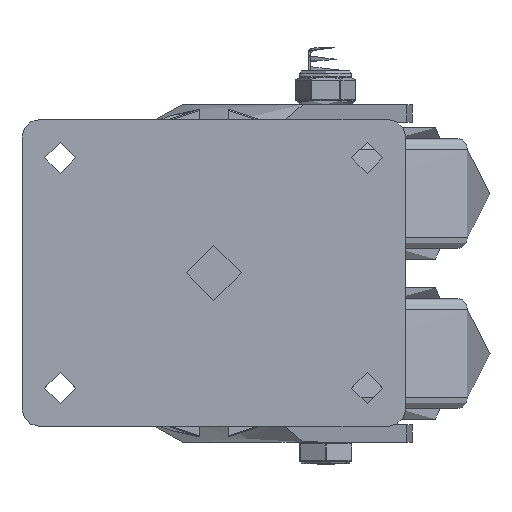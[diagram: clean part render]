
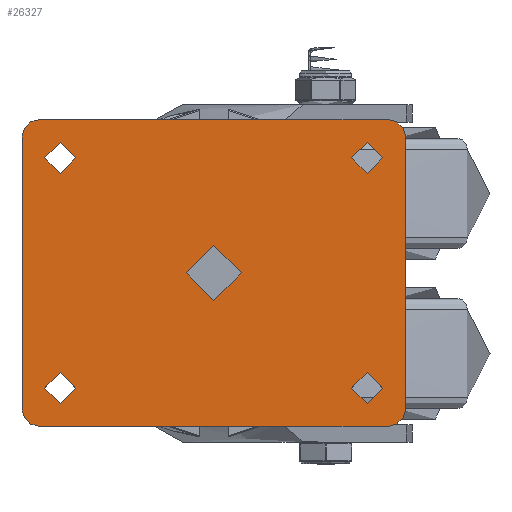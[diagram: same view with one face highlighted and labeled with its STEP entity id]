
A CAD part, top view. The second image highlights one B-rep face of the part: STEP entity #26327.
In plain terms, the highlighted planar face has unit normal (0, 0, 1).
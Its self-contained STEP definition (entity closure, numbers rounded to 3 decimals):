
#806=FACE_BOUND('',#4941,.T.);
#807=FACE_BOUND('',#4942,.T.);
#808=FACE_BOUND('',#4943,.T.);
#809=FACE_BOUND('',#4944,.T.);
#810=FACE_BOUND('',#4945,.T.);
#1042=PLANE('',#28365);
#2111=CIRCLE('',#28324,12.5);
#2112=CIRCLE('',#28326,8.);
#2114=CIRCLE('',#28329,8.);
#2116=CIRCLE('',#28332,8.);
#2118=CIRCLE('',#28335,8.);
#2120=CIRCLE('',#28338,7.1);
#2122=CIRCLE('',#28341,7.1);
#2124=CIRCLE('',#28344,7.1);
#2126=CIRCLE('',#28347,7.1);
#3356=FACE_OUTER_BOUND('',#4940,.T.);
#4940=EDGE_LOOP('',(#18040,#18041,#18042,#18043,#18044,#18045,#18046,#18047));
#4941=EDGE_LOOP('',(#18048));
#4942=EDGE_LOOP('',(#18049));
#4943=EDGE_LOOP('',(#18050));
#4944=EDGE_LOOP('',(#18051));
#4945=EDGE_LOOP('',(#18052));
#8134=LINE('',#42172,#9601);
#8136=LINE('',#42175,#9603);
#8139=LINE('',#42179,#9606);
#8141=LINE('',#42182,#9608);
#9601=VECTOR('',#30971,1000.);
#9603=VECTOR('',#30975,1000.);
#9606=VECTOR('',#30980,1000.);
#9608=VECTOR('',#30984,1000.);
#11078=VERTEX_POINT('',#38953);
#11079=VERTEX_POINT('',#38957);
#11080=VERTEX_POINT('',#38958);
#11083=VERTEX_POINT('',#38966);
#11084=VERTEX_POINT('',#38967);
#11087=VERTEX_POINT('',#38975);
#11088=VERTEX_POINT('',#38976);
#11091=VERTEX_POINT('',#38984);
#11092=VERTEX_POINT('',#38985);
#11095=VERTEX_POINT('',#38993);
#11097=VERTEX_POINT('',#38999);
#11099=VERTEX_POINT('',#39005);
#11101=VERTEX_POINT('',#39011);
#13746=EDGE_CURVE('',#11078,#11078,#2111,.T.);
#13747=EDGE_CURVE('',#11079,#11080,#2112,.T.);
#13751=EDGE_CURVE('',#11083,#11084,#2114,.T.);
#13755=EDGE_CURVE('',#11087,#11088,#2116,.T.);
#13759=EDGE_CURVE('',#11091,#11092,#2118,.T.);
#13763=EDGE_CURVE('',#11095,#11095,#2120,.T.);
#13766=EDGE_CURVE('',#11097,#11097,#2122,.T.);
#13769=EDGE_CURVE('',#11099,#11099,#2124,.T.);
#13772=EDGE_CURVE('',#11101,#11101,#2126,.T.);
#13832=EDGE_CURVE('',#11080,#11083,#8134,.T.);
#13834=EDGE_CURVE('',#11084,#11091,#8136,.T.);
#13837=EDGE_CURVE('',#11092,#11087,#8139,.T.);
#13839=EDGE_CURVE('',#11088,#11079,#8141,.T.);
#18040=ORIENTED_EDGE('',*,*,#13747,.F.);
#18041=ORIENTED_EDGE('',*,*,#13839,.F.);
#18042=ORIENTED_EDGE('',*,*,#13755,.F.);
#18043=ORIENTED_EDGE('',*,*,#13837,.F.);
#18044=ORIENTED_EDGE('',*,*,#13759,.F.);
#18045=ORIENTED_EDGE('',*,*,#13834,.F.);
#18046=ORIENTED_EDGE('',*,*,#13751,.F.);
#18047=ORIENTED_EDGE('',*,*,#13832,.F.);
#18048=ORIENTED_EDGE('',*,*,#13746,.F.);
#18049=ORIENTED_EDGE('',*,*,#13763,.T.);
#18050=ORIENTED_EDGE('',*,*,#13766,.T.);
#18051=ORIENTED_EDGE('',*,*,#13769,.T.);
#18052=ORIENTED_EDGE('',*,*,#13772,.T.);
#26327=ADVANCED_FACE('',(#3356,#806,#807,#808,#809,#810),#1042,.T.);
#28324=AXIS2_PLACEMENT_3D('',#38955,#30879,#30880);
#28326=AXIS2_PLACEMENT_3D('',#38959,#30883,#30884);
#28329=AXIS2_PLACEMENT_3D('',#38968,#30891,#30892);
#28332=AXIS2_PLACEMENT_3D('',#38977,#30899,#30900);
#28335=AXIS2_PLACEMENT_3D('',#38986,#30907,#30908);
#28338=AXIS2_PLACEMENT_3D('',#38994,#30915,#30916);
#28341=AXIS2_PLACEMENT_3D('',#39000,#30922,#30923);
#28344=AXIS2_PLACEMENT_3D('',#39006,#30929,#30930);
#28347=AXIS2_PLACEMENT_3D('',#39012,#30936,#30937);
#28365=AXIS2_PLACEMENT_3D('',#42183,#30985,#30986);
#30879=DIRECTION('center_axis',(0.,0.,1.));
#30880=DIRECTION('ref_axis',(1.,0.,0.));
#30883=DIRECTION('center_axis',(0.,0.,-1.));
#30884=DIRECTION('ref_axis',(0.707,-0.707,0.));
#30891=DIRECTION('center_axis',(0.,0.,-1.));
#30892=DIRECTION('ref_axis',(-0.707,-0.707,0.));
#30899=DIRECTION('center_axis',(0.,0.,-1.));
#30900=DIRECTION('ref_axis',(0.707,0.707,0.));
#30907=DIRECTION('center_axis',(0.,0.,-1.));
#30908=DIRECTION('ref_axis',(-0.707,0.707,0.));
#30915=DIRECTION('center_axis',(0.,0.,-1.));
#30916=DIRECTION('ref_axis',(1.,0.,0.));
#30922=DIRECTION('center_axis',(0.,0.,-1.));
#30923=DIRECTION('ref_axis',(1.,0.,0.));
#30929=DIRECTION('center_axis',(0.,0.,-1.));
#30930=DIRECTION('ref_axis',(1.,0.,0.));
#30936=DIRECTION('center_axis',(0.,0.,-1.));
#30937=DIRECTION('ref_axis',(1.,0.,0.));
#30971=DIRECTION('',(-1.,0.,0.));
#30975=DIRECTION('',(0.,1.,0.));
#30980=DIRECTION('',(1.,0.,0.));
#30984=DIRECTION('',(0.,-1.,0.));
#30985=DIRECTION('center_axis',(0.,0.,1.));
#30986=DIRECTION('ref_axis',(1.,0.,0.));
#38953=CARTESIAN_POINT('',(-12.5,0.,0.));
#38955=CARTESIAN_POINT('Origin',(0.,0.,0.));
#38957=CARTESIAN_POINT('',(87.5,-62.,0.));
#38958=CARTESIAN_POINT('',(79.5,-70.,0.));
#38959=CARTESIAN_POINT('Origin',(79.5,-62.,0.));
#38966=CARTESIAN_POINT('',(-79.5,-70.,0.));
#38967=CARTESIAN_POINT('',(-87.5,-62.,0.));
#38968=CARTESIAN_POINT('Origin',(-79.5,-62.,0.));
#38975=CARTESIAN_POINT('',(79.5,70.,0.));
#38976=CARTESIAN_POINT('',(87.5,62.,0.));
#38977=CARTESIAN_POINT('Origin',(79.5,62.,0.));
#38984=CARTESIAN_POINT('',(-87.5,62.,0.));
#38985=CARTESIAN_POINT('',(-79.5,70.,0.));
#38986=CARTESIAN_POINT('Origin',(-79.5,62.,0.));
#38993=CARTESIAN_POINT('',(-77.1,52.5,0.));
#38994=CARTESIAN_POINT('Origin',(-70.,52.5,0.));
#38999=CARTESIAN_POINT('',(62.9,52.5,0.));
#39000=CARTESIAN_POINT('Origin',(70.,52.5,0.));
#39005=CARTESIAN_POINT('',(62.9,-52.5,0.));
#39006=CARTESIAN_POINT('Origin',(70.,-52.5,0.));
#39011=CARTESIAN_POINT('',(-77.1,-52.5,0.));
#39012=CARTESIAN_POINT('Origin',(-70.,-52.5,0.));
#42172=CARTESIAN_POINT('',(87.5,-70.,0.));
#42175=CARTESIAN_POINT('',(-87.5,-70.,0.));
#42179=CARTESIAN_POINT('',(-87.5,70.,0.));
#42182=CARTESIAN_POINT('',(87.5,70.,0.));
#42183=CARTESIAN_POINT('Origin',(0.,0.,0.));
